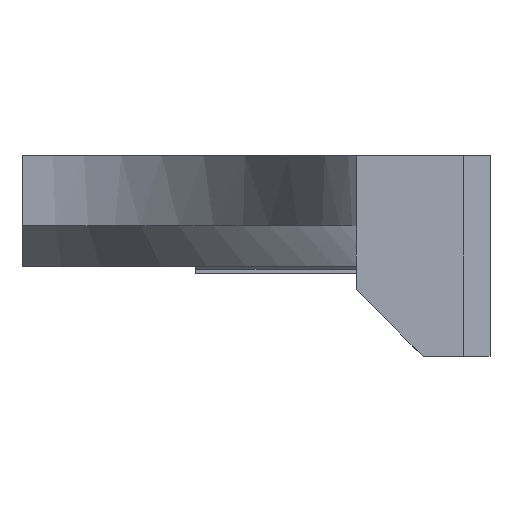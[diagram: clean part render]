
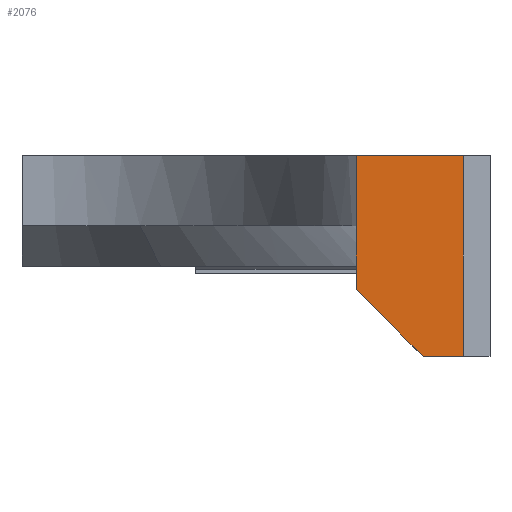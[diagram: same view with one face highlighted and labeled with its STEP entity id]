
A CAD part, left-side view. The second image highlights one B-rep face of the part: STEP entity #2076.
In plain terms, the highlighted planar face has unit normal (-1, 0, 0).
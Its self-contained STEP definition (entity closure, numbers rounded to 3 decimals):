
#32 = PLANE('',#33);
#33 = AXIS2_PLACEMENT_3D('',#34,#35,#36);
#34 = CARTESIAN_POINT('',(7.1,24.789,7.5));
#35 = DIRECTION('',(0.,0.,1.));
#36 = DIRECTION('',(1.,0.,0.));
#169 = VERTEX_POINT('',#170);
#170 = CARTESIAN_POINT('',(-12.9,17.,7.5));
#185 = SURFACE_OF_LINEAR_EXTRUSION('',#186,#191);
#186 = ELLIPSE('',#187,40.,25.);
#187 = AXIS2_PLACEMENT_3D('',#188,#189,#190);
#188 = CARTESIAN_POINT('',(-12.9,42.,7.5));
#189 = DIRECTION('',(0.,0.,1.));
#190 = DIRECTION('',(1.,0.,0.));
#191 = VECTOR('',#192,1.);
#192 = DIRECTION('',(0.,0.,1.));
#200 = EDGE_CURVE('',#169,#201,#203,.T.);
#201 = VERTEX_POINT('',#202);
#202 = CARTESIAN_POINT('',(-12.9,9.,7.5));
#203 = SURFACE_CURVE('',#204,(#208,#215),.PCURVE_S1.);
#204 = LINE('',#205,#206);
#205 = CARTESIAN_POINT('',(-12.9,42.,7.5));
#206 = VECTOR('',#207,1.);
#207 = DIRECTION('',(0.,-1.,0.));
#208 = PCURVE('',#32,#209);
#209 = DEFINITIONAL_REPRESENTATION('',(#210),#214);
#210 = LINE('',#211,#212);
#211 = CARTESIAN_POINT('',(-20.,17.211));
#212 = VECTOR('',#213,1.);
#213 = DIRECTION('',(0.,-1.));
#214 = ( GEOMETRIC_REPRESENTATION_CONTEXT(2) 
PARAMETRIC_REPRESENTATION_CONTEXT() REPRESENTATION_CONTEXT('2D SPACE',''
  ) );
#215 = PCURVE('',#216,#221);
#216 = PLANE('',#217);
#217 = AXIS2_PLACEMENT_3D('',#218,#219,#220);
#218 = CARTESIAN_POINT('',(-12.9,42.,-7.5));
#219 = DIRECTION('',(1.,0.,0.));
#220 = DIRECTION('',(0.,-1.,0.));
#221 = DEFINITIONAL_REPRESENTATION('',(#222),#226);
#222 = LINE('',#223,#224);
#223 = CARTESIAN_POINT('',(0.,-15.));
#224 = VECTOR('',#225,1.);
#225 = DIRECTION('',(1.,0.));
#226 = ( GEOMETRIC_REPRESENTATION_CONTEXT(2) 
PARAMETRIC_REPRESENTATION_CONTEXT() REPRESENTATION_CONTEXT('2D SPACE',''
  ) );
#244 = PLANE('',#245);
#245 = AXIS2_PLACEMENT_3D('',#246,#247,#248);
#246 = CARTESIAN_POINT('',(-12.9,9.,-7.5));
#247 = DIRECTION('',(0.707,0.707,0.));
#248 = DIRECTION('',(0.707,-0.707,0.));
#663 = PLANE('',#664);
#664 = AXIS2_PLACEMENT_3D('',#665,#666,#667);
#665 = CARTESIAN_POINT('',(7.1,24.789,-7.5));
#666 = DIRECTION('',(0.,0.,1.));
#667 = DIRECTION('',(1.,0.,0.));
#1796 = EDGE_CURVE('',#169,#1797,#1799,.T.);
#1797 = VERTEX_POINT('',#1798);
#1798 = CARTESIAN_POINT('',(-12.9,17.,2.25));
#1799 = SURFACE_CURVE('',#1800,(#1804,#1811),.PCURVE_S1.);
#1800 = LINE('',#1801,#1802);
#1801 = CARTESIAN_POINT('',(-12.9,17.,7.5));
#1802 = VECTOR('',#1803,1.);
#1803 = DIRECTION('',(-0.,-0.,-1.));
#1804 = PCURVE('',#185,#1805);
#1805 = DEFINITIONAL_REPRESENTATION('',(#1806),#1810);
#1806 = LINE('',#1807,#1808);
#1807 = CARTESIAN_POINT('',(4.712,0.));
#1808 = VECTOR('',#1809,1.);
#1809 = DIRECTION('',(0.,-1.));
#1810 = ( GEOMETRIC_REPRESENTATION_CONTEXT(2) 
PARAMETRIC_REPRESENTATION_CONTEXT() REPRESENTATION_CONTEXT('2D SPACE',''
  ) );
#1811 = PCURVE('',#216,#1812);
#1812 = DEFINITIONAL_REPRESENTATION('',(#1813),#1817);
#1813 = LINE('',#1814,#1815);
#1814 = CARTESIAN_POINT('',(25.,-15.));
#1815 = VECTOR('',#1816,1.);
#1816 = DIRECTION('',(0.,1.));
#1817 = ( GEOMETRIC_REPRESENTATION_CONTEXT(2) 
PARAMETRIC_REPRESENTATION_CONTEXT() REPRESENTATION_CONTEXT('2D SPACE',''
  ) );
#2076 = ADVANCED_FACE('',(#2077),#216,.F.);
#2077 = FACE_BOUND('',#2078,.F.);
#2078 = EDGE_LOOP('',(#2079,#2080,#2081,#2104,#2127,#2155,#2183));
#2079 = ORIENTED_EDGE('',*,*,#1796,.F.);
#2080 = ORIENTED_EDGE('',*,*,#200,.T.);
#2081 = ORIENTED_EDGE('',*,*,#2082,.F.);
#2082 = EDGE_CURVE('',#2083,#201,#2085,.T.);
#2083 = VERTEX_POINT('',#2084);
#2084 = CARTESIAN_POINT('',(-12.9,9.,-7.5));
#2085 = SURFACE_CURVE('',#2086,(#2090,#2097),.PCURVE_S1.);
#2086 = LINE('',#2087,#2088);
#2087 = CARTESIAN_POINT('',(-12.9,9.,-7.5));
#2088 = VECTOR('',#2089,1.);
#2089 = DIRECTION('',(0.,0.,1.));
#2090 = PCURVE('',#216,#2091);
#2091 = DEFINITIONAL_REPRESENTATION('',(#2092),#2096);
#2092 = LINE('',#2093,#2094);
#2093 = CARTESIAN_POINT('',(33.,0.));
#2094 = VECTOR('',#2095,1.);
#2095 = DIRECTION('',(0.,-1.));
#2096 = ( GEOMETRIC_REPRESENTATION_CONTEXT(2) 
PARAMETRIC_REPRESENTATION_CONTEXT() REPRESENTATION_CONTEXT('2D SPACE',''
  ) );
#2097 = PCURVE('',#244,#2098);
#2098 = DEFINITIONAL_REPRESENTATION('',(#2099),#2103);
#2099 = LINE('',#2100,#2101);
#2100 = CARTESIAN_POINT('',(0.,0.));
#2101 = VECTOR('',#2102,1.);
#2102 = DIRECTION('',(0.,-1.));
#2103 = ( GEOMETRIC_REPRESENTATION_CONTEXT(2) 
PARAMETRIC_REPRESENTATION_CONTEXT() REPRESENTATION_CONTEXT('2D SPACE',''
  ) );
#2104 = ORIENTED_EDGE('',*,*,#2105,.F.);
#2105 = EDGE_CURVE('',#2106,#2083,#2108,.T.);
#2106 = VERTEX_POINT('',#2107);
#2107 = CARTESIAN_POINT('',(-12.9,12.,-7.5));
#2108 = SURFACE_CURVE('',#2109,(#2113,#2120),.PCURVE_S1.);
#2109 = LINE('',#2110,#2111);
#2110 = CARTESIAN_POINT('',(-12.9,42.,-7.5));
#2111 = VECTOR('',#2112,1.);
#2112 = DIRECTION('',(0.,-1.,0.));
#2113 = PCURVE('',#216,#2114);
#2114 = DEFINITIONAL_REPRESENTATION('',(#2115),#2119);
#2115 = LINE('',#2116,#2117);
#2116 = CARTESIAN_POINT('',(0.,0.));
#2117 = VECTOR('',#2118,1.);
#2118 = DIRECTION('',(1.,0.));
#2119 = ( GEOMETRIC_REPRESENTATION_CONTEXT(2) 
PARAMETRIC_REPRESENTATION_CONTEXT() REPRESENTATION_CONTEXT('2D SPACE',''
  ) );
#2120 = PCURVE('',#663,#2121);
#2121 = DEFINITIONAL_REPRESENTATION('',(#2122),#2126);
#2122 = LINE('',#2123,#2124);
#2123 = CARTESIAN_POINT('',(-20.,17.211));
#2124 = VECTOR('',#2125,1.);
#2125 = DIRECTION('',(0.,-1.));
#2126 = ( GEOMETRIC_REPRESENTATION_CONTEXT(2) 
PARAMETRIC_REPRESENTATION_CONTEXT() REPRESENTATION_CONTEXT('2D SPACE',''
  ) );
#2127 = ORIENTED_EDGE('',*,*,#2128,.T.);
#2128 = EDGE_CURVE('',#2106,#2129,#2131,.T.);
#2129 = VERTEX_POINT('',#2130);
#2130 = CARTESIAN_POINT('',(-12.9,17.,-2.5));
#2131 = SURFACE_CURVE('',#2132,(#2136,#2143),.PCURVE_S1.);
#2132 = LINE('',#2133,#2134);
#2133 = CARTESIAN_POINT('',(-12.9,19.5,0.));
#2134 = VECTOR('',#2135,1.);
#2135 = DIRECTION('',(0.,0.707,0.707));
#2136 = PCURVE('',#216,#2137);
#2137 = DEFINITIONAL_REPRESENTATION('',(#2138),#2142);
#2138 = LINE('',#2139,#2140);
#2139 = CARTESIAN_POINT('',(22.5,-7.5));
#2140 = VECTOR('',#2141,1.);
#2141 = DIRECTION('',(-0.707,-0.707));
#2142 = ( GEOMETRIC_REPRESENTATION_CONTEXT(2) 
PARAMETRIC_REPRESENTATION_CONTEXT() REPRESENTATION_CONTEXT('2D SPACE',''
  ) );
#2143 = PCURVE('',#2144,#2149);
#2144 = PLANE('',#2145);
#2145 = AXIS2_PLACEMENT_3D('',#2146,#2147,#2148);
#2146 = CARTESIAN_POINT('',(27.1,12.,-7.5));
#2147 = DIRECTION('',(0.,0.707,-0.707));
#2148 = DIRECTION('',(0.,0.707,0.707));
#2149 = DEFINITIONAL_REPRESENTATION('',(#2150),#2154);
#2150 = LINE('',#2151,#2152);
#2151 = CARTESIAN_POINT('',(10.607,-40.));
#2152 = VECTOR('',#2153,1.);
#2153 = DIRECTION('',(1.,0.));
#2154 = ( GEOMETRIC_REPRESENTATION_CONTEXT(2) 
PARAMETRIC_REPRESENTATION_CONTEXT() REPRESENTATION_CONTEXT('2D SPACE',''
  ) );
#2155 = ORIENTED_EDGE('',*,*,#2156,.T.);
#2156 = EDGE_CURVE('',#2129,#2157,#2159,.T.);
#2157 = VERTEX_POINT('',#2158);
#2158 = CARTESIAN_POINT('',(-12.9,17.,-0.75));
#2159 = SURFACE_CURVE('',#2160,(#2164,#2171),.PCURVE_S1.);
#2160 = LINE('',#2161,#2162);
#2161 = CARTESIAN_POINT('',(-12.9,17.,-5.));
#2162 = VECTOR('',#2163,1.);
#2163 = DIRECTION('',(0.,0.,1.));
#2164 = PCURVE('',#216,#2165);
#2165 = DEFINITIONAL_REPRESENTATION('',(#2166),#2170);
#2166 = LINE('',#2167,#2168);
#2167 = CARTESIAN_POINT('',(25.,-2.5));
#2168 = VECTOR('',#2169,1.);
#2169 = DIRECTION('',(0.,-1.));
#2170 = ( GEOMETRIC_REPRESENTATION_CONTEXT(2) 
PARAMETRIC_REPRESENTATION_CONTEXT() REPRESENTATION_CONTEXT('2D SPACE',''
  ) );
#2171 = PCURVE('',#2172,#2177);
#2172 = PLANE('',#2173);
#2173 = AXIS2_PLACEMENT_3D('',#2174,#2175,#2176);
#2174 = CARTESIAN_POINT('',(27.1,17.,-2.5));
#2175 = DIRECTION('',(0.,1.,0.));
#2176 = DIRECTION('',(0.,0.,1.));
#2177 = DEFINITIONAL_REPRESENTATION('',(#2178),#2182);
#2178 = LINE('',#2179,#2180);
#2179 = CARTESIAN_POINT('',(-2.5,-40.));
#2180 = VECTOR('',#2181,1.);
#2181 = DIRECTION('',(1.,0.));
#2182 = ( GEOMETRIC_REPRESENTATION_CONTEXT(2) 
PARAMETRIC_REPRESENTATION_CONTEXT() REPRESENTATION_CONTEXT('2D SPACE',''
  ) );
#2183 = ORIENTED_EDGE('',*,*,#2184,.T.);
#2184 = EDGE_CURVE('',#2157,#1797,#2185,.T.);
#2185 = SURFACE_CURVE('',#2186,(#2190,#2197),.PCURVE_S1.);
#2186 = LINE('',#2187,#2188);
#2187 = CARTESIAN_POINT('',(-12.9,17.,-5.));
#2188 = VECTOR('',#2189,1.);
#2189 = DIRECTION('',(0.,0.,1.));
#2190 = PCURVE('',#216,#2191);
#2191 = DEFINITIONAL_REPRESENTATION('',(#2192),#2196);
#2192 = LINE('',#2193,#2194);
#2193 = CARTESIAN_POINT('',(25.,-2.5));
#2194 = VECTOR('',#2195,1.);
#2195 = DIRECTION('',(0.,-1.));
#2196 = ( GEOMETRIC_REPRESENTATION_CONTEXT(2) 
PARAMETRIC_REPRESENTATION_CONTEXT() REPRESENTATION_CONTEXT('2D SPACE',''
  ) );
#2197 = PCURVE('',#2172,#2198);
#2198 = DEFINITIONAL_REPRESENTATION('',(#2199),#2203);
#2199 = LINE('',#2200,#2201);
#2200 = CARTESIAN_POINT('',(-2.5,-40.));
#2201 = VECTOR('',#2202,1.);
#2202 = DIRECTION('',(1.,0.));
#2203 = ( GEOMETRIC_REPRESENTATION_CONTEXT(2) 
PARAMETRIC_REPRESENTATION_CONTEXT() REPRESENTATION_CONTEXT('2D SPACE',''
  ) );
